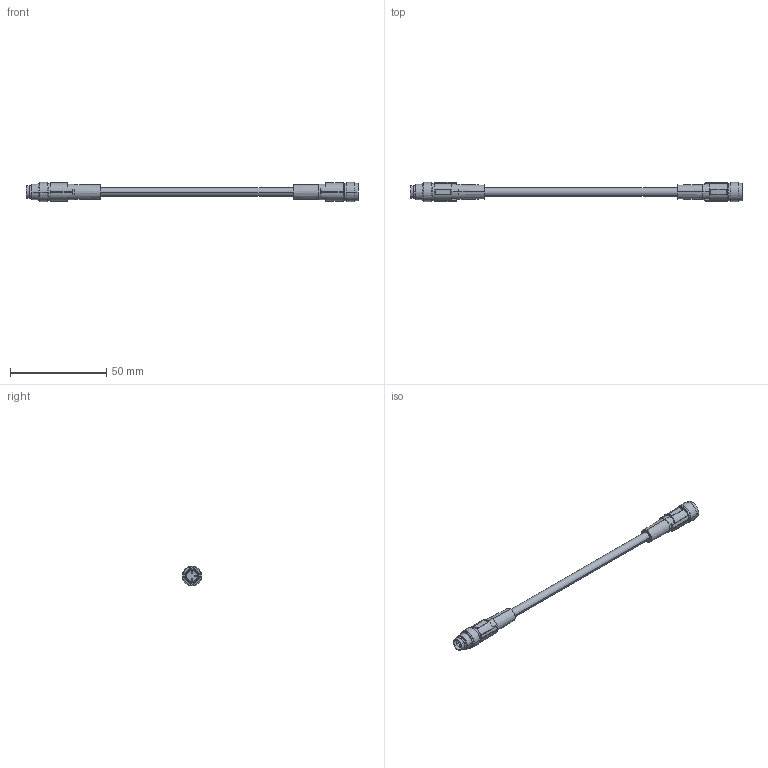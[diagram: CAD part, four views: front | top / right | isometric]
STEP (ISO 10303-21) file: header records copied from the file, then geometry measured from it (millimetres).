
FILE_DESCRIPTION(('SolidDesigner STEP Export'),'2;1');
FILE_NAME('1406272_SAC_3P_M8MS_0.5_542_M8FS_BK-select.stp','2013-09-30T14:26:27',(''),(''),'Creo Elements/Direct Modeling STEP processor for AP214 (Solid Model)','Creo Elements/Direct Modeling 18.1B 29-Sep-2012 (C) Parametric Technology GmbH','');
FILE_SCHEMA(('AUTOMOTIVE_DESIGN { 1 0 10303 214 1 1 1 1 }'));
Length unit declared in the file: millimetre
Products named in the file (1): 1406272_SAC_3P_M8MS_0.5_542_M8FS_BK-select
Bounding box: 172.4 x 10 x 10 mm (x, y, z)
Volume: 5431 mm3; surface area: 4148.4 mm2
Topology: 1 solids, 1 shells, 166 faces, 409 edges, 271 vertices
Faces by surface type: cylinder 83, plane 73, cone 10
Entity records: 7107 total; most frequent: CARTESIAN_POINT 1986, ORIENTED_EDGE 818, DIRECTION 738, EDGE_CURVE 409, AXIS2_PLACEMENT_3D 279, VERTEX_POINT 271, EDGE_LOOP 192, VECTOR 180
